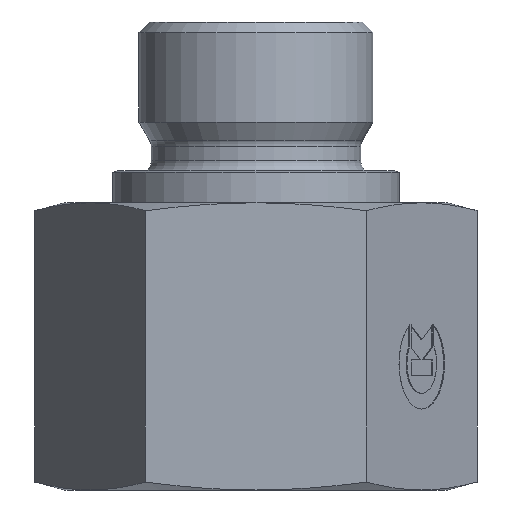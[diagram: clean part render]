
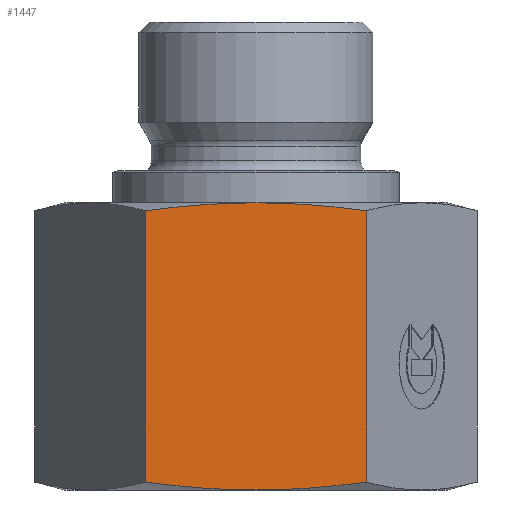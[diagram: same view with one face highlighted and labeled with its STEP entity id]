
A CAD part, left-side view. The second image highlights one B-rep face of the part: STEP entity #1447.
In plain terms, the highlighted planar face has unit normal (-1, 0, 0).
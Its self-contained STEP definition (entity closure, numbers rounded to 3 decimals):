
#1221=CARTESIAN_POINT('',(-18.,-10.392,26.254));
#1222=VERTEX_POINT('',#1221);
#1223=CARTESIAN_POINT('',(-18.0,0.,27.));
#1224=VERTEX_POINT('',#1223);
#1225=CARTESIAN_POINT('',(-18.,-10.392,26.254));
#1226=CARTESIAN_POINT('',(-18.0,-4.823,27.));
#1227=CARTESIAN_POINT('',(-18.0,0.,27.));
#1235=(BOUNDED_CURVE()B_SPLINE_CURVE(2,(#1225,#1226,#1227),.UNSPECIFIED.,.F.,.U.)B_SPLINE_CURVE_WITH_KNOTS((3,3),(0.139,1.199),.UNSPECIFIED.)CURVE()GEOMETRIC_REPRESENTATION_ITEM()RATIONAL_B_SPLINE_CURVE((1.01,1.043,1.0))REPRESENTATION_ITEM(''));
#1236=EDGE_CURVE('',#1222,#1224,#1235,.T.);
#1266=CARTESIAN_POINT('',(-18.,10.392,26.254));
#1267=VERTEX_POINT('',#1266);
#1268=CARTESIAN_POINT('',(-18.0,0.,27.));
#1269=CARTESIAN_POINT('',(-18.,4.823,27.));
#1270=CARTESIAN_POINT('',(-18.,10.392,26.254));
#1278=(BOUNDED_CURVE()B_SPLINE_CURVE(2,(#1268,#1269,#1270),.UNSPECIFIED.,.F.,.U.)B_SPLINE_CURVE_WITH_KNOTS((3,3),(1.199,2.258),.UNSPECIFIED.)CURVE()GEOMETRIC_REPRESENTATION_ITEM()RATIONAL_B_SPLINE_CURVE((1.0,1.043,1.01))REPRESENTATION_ITEM(''));
#1279=EDGE_CURVE('',#1224,#1267,#1278,.T.);
#1394=CARTESIAN_POINT('',(-18.,-10.392,0.0));
#1395=DIRECTION('',(-1.0,0.0,0.0));
#1396=DIRECTION('',(0.0,0.0,1.0));
#1397=AXIS2_PLACEMENT_3D('',#1394,#1395,#1396);
#1398=PLANE('',#1397);
#1399=ORIENTED_EDGE('',*,*,#1236,.T.);
#1400=ORIENTED_EDGE('',*,*,#1279,.T.);
#1401=CARTESIAN_POINT('',(-18.,10.392,0.746));
#1402=VERTEX_POINT('',#1401);
#1403=CARTESIAN_POINT('',(-18.,10.392,0.746));
#1404=DIRECTION('',(0.0,0.0,1.0));
#1405=VECTOR('',#1404,25.508);
#1406=LINE('',#1403,#1405);
#1407=EDGE_CURVE('',#1402,#1267,#1406,.T.);
#1408=ORIENTED_EDGE('',*,*,#1407,.F.);
#1409=CARTESIAN_POINT('',(-18.0,0.,0.0));
#1410=VERTEX_POINT('',#1409);
#1411=CARTESIAN_POINT('',(-18.,10.392,0.746));
#1412=CARTESIAN_POINT('',(-18.,4.823,0.));
#1413=CARTESIAN_POINT('',(-18.0,0.,0.0));
#1421=(BOUNDED_CURVE()B_SPLINE_CURVE(2,(#1411,#1412,#1413),.UNSPECIFIED.,.F.,.U.)B_SPLINE_CURVE_WITH_KNOTS((3,3),(0.139,1.199),.UNSPECIFIED.)CURVE()GEOMETRIC_REPRESENTATION_ITEM()RATIONAL_B_SPLINE_CURVE((1.01,1.043,1.0))REPRESENTATION_ITEM(''));
#1422=EDGE_CURVE('',#1402,#1410,#1421,.T.);
#1423=ORIENTED_EDGE('',*,*,#1422,.T.);
#1424=CARTESIAN_POINT('',(-18.,-10.392,0.746));
#1425=VERTEX_POINT('',#1424);
#1426=CARTESIAN_POINT('',(-18.0,0.,0.0));
#1427=CARTESIAN_POINT('',(-18.0,-4.823,0.));
#1428=CARTESIAN_POINT('',(-18.,-10.392,0.746));
#1436=(BOUNDED_CURVE()B_SPLINE_CURVE(2,(#1426,#1427,#1428),.UNSPECIFIED.,.F.,.U.)B_SPLINE_CURVE_WITH_KNOTS((3,3),(1.199,2.258),.UNSPECIFIED.)CURVE()GEOMETRIC_REPRESENTATION_ITEM()RATIONAL_B_SPLINE_CURVE((1.0,1.043,1.01))REPRESENTATION_ITEM(''));
#1437=EDGE_CURVE('',#1410,#1425,#1436,.T.);
#1438=ORIENTED_EDGE('',*,*,#1437,.T.);
#1439=CARTESIAN_POINT('',(-18.,-10.392,0.746));
#1440=DIRECTION('',(0.0,0.0,1.0));
#1441=VECTOR('',#1440,25.508);
#1442=LINE('',#1439,#1441);
#1443=EDGE_CURVE('',#1425,#1222,#1442,.T.);
#1444=ORIENTED_EDGE('',*,*,#1443,.T.);
#1445=EDGE_LOOP('',(#1399,#1400,#1408,#1423,#1438,#1444));
#1446=FACE_OUTER_BOUND('',#1445,.T.);
#1447=ADVANCED_FACE('',(#1446),#1398,.T.);
